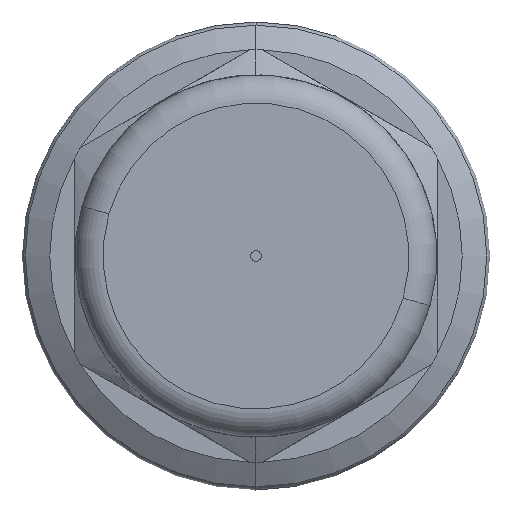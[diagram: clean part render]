
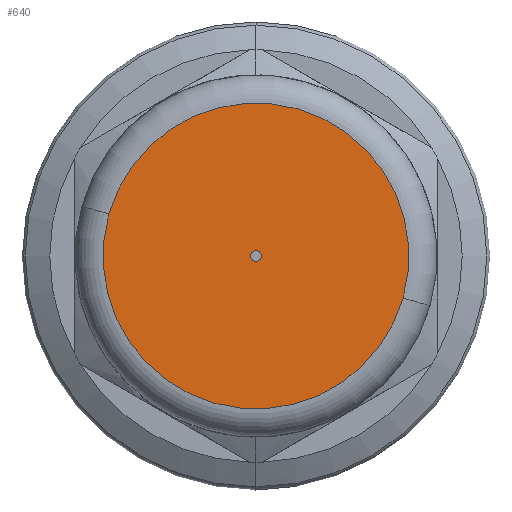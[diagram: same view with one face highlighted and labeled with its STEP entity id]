
A CAD part, left-side view. The second image highlights one B-rep face of the part: STEP entity #640.
In plain terms, the highlighted planar face has unit normal (-1, 0, 0).
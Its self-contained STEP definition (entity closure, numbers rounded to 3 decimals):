
#189 = EDGE_CURVE ( 'NONE', #374, #8120, #4767, .T. ) ;
#374 = VERTEX_POINT ( 'NONE', #2638 ) ;
#640 = ADVANCED_FACE ( 'NONE', ( #4753, #5720 ), #6863, .T. ) ;
#692 = CARTESIAN_POINT ( 'NONE',  ( -68.9, -0.577, -0.165 ) ) ;
#1056 = DIRECTION ( 'NONE',  ( 0., -0.961, -0.275 ) ) ;
#1210 = DIRECTION ( 'NONE',  ( 0., -0.961, -0.275 ) ) ;
#1316 = AXIS2_PLACEMENT_3D ( 'NONE', #4978, #4883, #1056 ) ;
#1485 = DIRECTION ( 'NONE',  ( 0., 0.961, 0.275 ) ) ;
#1569 = DIRECTION ( 'NONE',  ( 0., -0.961, -0.275 ) ) ;
#1605 = EDGE_LOOP ( 'NONE', ( #5157, #4962 ) ) ;
#1822 = DIRECTION ( 'NONE',  ( 1., 0., 0. ) ) ;
#1947 = AXIS2_PLACEMENT_3D ( 'NONE', #3790, #8455, #1569 ) ;
#2116 = CARTESIAN_POINT ( 'NONE',  ( -68.9, 0.577, 0.165 ) ) ;
#2638 = CARTESIAN_POINT ( 'NONE',  ( -68.9, 16.682, 4.768 ) ) ;
#2694 = DIRECTION ( 'NONE',  ( 1., 0., 0. ) ) ;
#3070 = CIRCLE ( 'NONE', #3649, 0.6 ) ;
#3649 = AXIS2_PLACEMENT_3D ( 'NONE', #9463, #1822, #4879 ) ;
#3771 = AXIS2_PLACEMENT_3D ( 'NONE', #692, #9006, #1485 ) ;
#3790 = CARTESIAN_POINT ( 'NONE',  ( -68.9, 0., 0. ) ) ;
#4256 = EDGE_CURVE ( 'NONE', #9693, #6437, #7629, .T. ) ;
#4296 = CARTESIAN_POINT ( 'NONE',  ( -68.9, 0., 0. ) ) ;
#4753 = FACE_BOUND ( 'NONE', #1605, .T. ) ;
#4767 = CIRCLE ( 'NONE', #1947, 17.35 ) ;
#4879 = DIRECTION ( 'NONE',  ( 0., -0.961, -0.275 ) ) ;
#4883 = DIRECTION ( 'NONE',  ( 1., 0., 0. ) ) ;
#4962 = ORIENTED_EDGE ( 'NONE', *, *, #4256, .T. ) ;
#4978 = CARTESIAN_POINT ( 'NONE',  ( -68.9, 0., 0. ) ) ;
#5157 = ORIENTED_EDGE ( 'NONE', *, *, #7315, .T. ) ;
#5453 = ORIENTED_EDGE ( 'NONE', *, *, #6676, .F. ) ;
#5720 = FACE_OUTER_BOUND ( 'NONE', #7704, .T. ) ;
#6437 = VERTEX_POINT ( 'NONE', #8582 ) ;
#6676 = EDGE_CURVE ( 'NONE', #8120, #374, #6774, .T. ) ;
#6774 = CIRCLE ( 'NONE', #1316, 17.35 ) ;
#6863 = PLANE ( 'NONE',  #3771 ) ;
#6982 = AXIS2_PLACEMENT_3D ( 'NONE', #4296, #2694, #1210 ) ;
#7315 = EDGE_CURVE ( 'NONE', #6437, #9693, #3070, .T. ) ;
#7629 = CIRCLE ( 'NONE', #6982, 0.6 ) ;
#7704 = EDGE_LOOP ( 'NONE', ( #5453, #9374 ) ) ;
#8120 = VERTEX_POINT ( 'NONE', #8256 ) ;
#8256 = CARTESIAN_POINT ( 'NONE',  ( -68.9, -16.682, -4.768 ) ) ;
#8455 = DIRECTION ( 'NONE',  ( 1., 0., 0. ) ) ;
#8582 = CARTESIAN_POINT ( 'NONE',  ( -68.9, -0.577, -0.165 ) ) ;
#9006 = DIRECTION ( 'NONE',  ( -1., 0., 0. ) ) ;
#9374 = ORIENTED_EDGE ( 'NONE', *, *, #189, .F. ) ;
#9463 = CARTESIAN_POINT ( 'NONE',  ( -68.9, 0., 0. ) ) ;
#9693 = VERTEX_POINT ( 'NONE', #2116 ) ;
